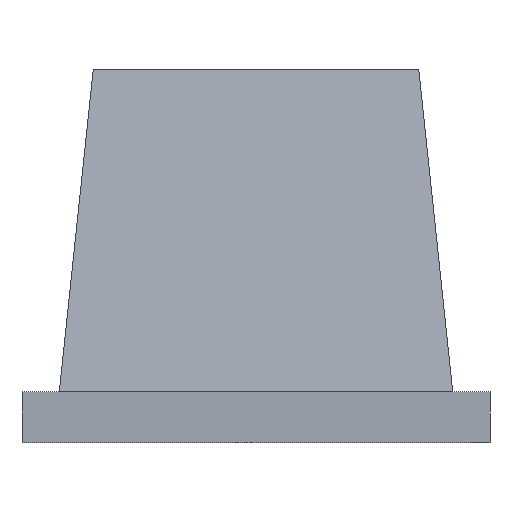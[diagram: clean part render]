
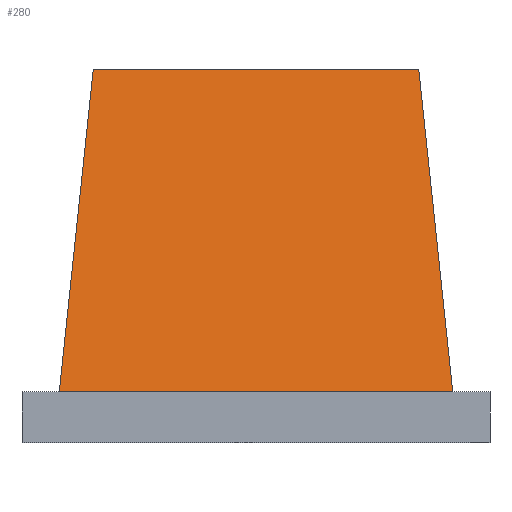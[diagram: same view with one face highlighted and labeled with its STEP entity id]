
A CAD part, front view. The second image highlights one B-rep face of the part: STEP entity #280.
In plain terms, the highlighted planar face has unit normal (0, -0.985, 0.174).
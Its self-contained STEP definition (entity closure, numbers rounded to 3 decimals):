
#36=ORIENTED_EDGE('',*,*,#92,.F.);
#37=ORIENTED_EDGE('',*,*,#103,.F.);
#38=ORIENTED_EDGE('',*,*,#99,.F.);
#39=ORIENTED_EDGE('',*,*,#96,.F.);
#92=EDGE_CURVE('',#128,#129,#152,.F.);
#96=EDGE_CURVE('',#129,#132,#156,.F.);
#99=EDGE_CURVE('',#132,#134,#159,.F.);
#103=EDGE_CURVE('',#134,#128,#163,.F.);
#128=VERTEX_POINT('',#394);
#129=VERTEX_POINT('',#395);
#132=VERTEX_POINT('',#403);
#134=VERTEX_POINT('',#409);
#152=LINE('',#393,#188);
#156=LINE('',#402,#192);
#159=LINE('',#408,#195);
#163=LINE('',#416,#199);
#188=VECTOR('',#325,1000.);
#192=VECTOR('',#331,1000.);
#195=VECTOR('',#336,1000.);
#199=VECTOR('',#344,1000.);
#228=EDGE_LOOP('',(#36,#37,#38,#39));
#246=FACE_BOUND('',#228,.T.);
#264=PLANE('',#309);
#280=ADVANCED_FACE('',(#246),#264,.T.);
#309=AXIS2_PLACEMENT_3D('',#415,#342,#343);
#325=DIRECTION('',(-0.103,-0.173,-0.98));
#331=DIRECTION('',(-1.,0.,0.));
#336=DIRECTION('',(-0.103,0.173,0.98));
#342=DIRECTION('',(0.,-0.985,0.174));
#343=DIRECTION('',(0.,-0.174,-0.985));
#344=DIRECTION('',(1.,0.,0.));
#393=CARTESIAN_POINT('',(-25.004,-1.682,37.963));
#394=CARTESIAN_POINT('',(-29.,-8.376,0.));
#395=CARTESIAN_POINT('',(-24.,0.,47.5));
#402=CARTESIAN_POINT('',(-24.,0.,47.5));
#403=CARTESIAN_POINT('',(24.,0.,47.5));
#408=CARTESIAN_POINT('',(20.153,6.444,84.045));
#409=CARTESIAN_POINT('',(29.,-8.376,0.));
#415=CARTESIAN_POINT('',(0.,0.,47.5));
#416=CARTESIAN_POINT('',(-29.,-8.376,0.));
